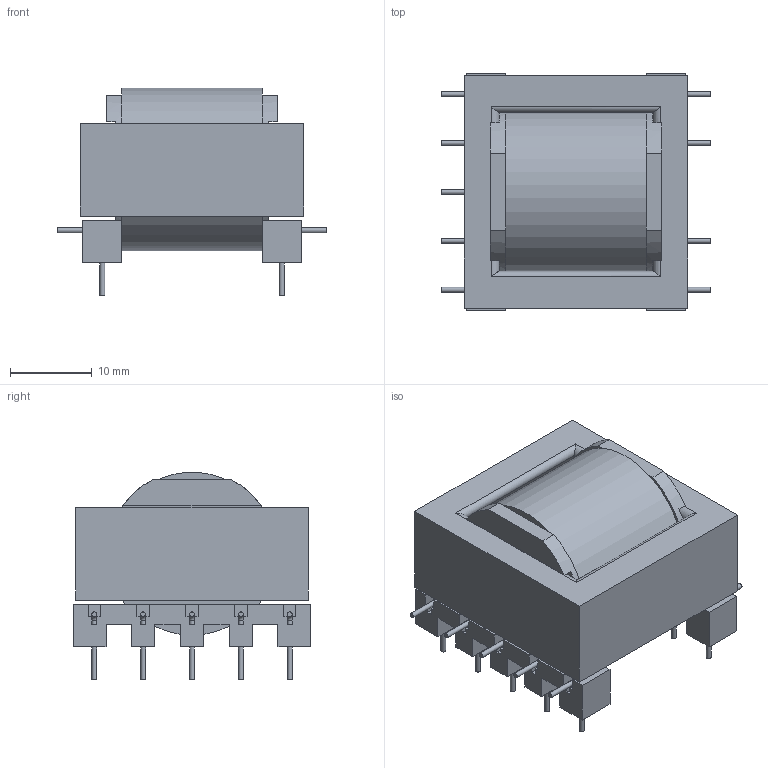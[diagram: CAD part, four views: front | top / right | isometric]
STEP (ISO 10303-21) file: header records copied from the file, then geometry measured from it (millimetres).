
FILE_DESCRIPTION(/* description */ ('Unknown'),/* implementation_level */ '2;1');
FILE_NAME(/* name */ 'T_Wurth_WE-PFC-EER28',/* time_stamp */ '2025-10-23T16:46:34+08:00',/* author */ ('Unknown'),/* organization */ ('Unknown'),/* preprocessor_version */ 'ST-DEVELOPER v19.4',/* originating_system */ 'Solid Edge',/* authorisation */ 'Unknown');
FILE_SCHEMA (('AUTOMOTIVE_DESIGN {1 0 10303 214 3 1 1}'));
Length unit declared in the file: millimetre
Products named in the file (2): T_Wurth_WE-PFC-EER28
Assembly tree (1 placements, depth 2):
  T_Wurth_WE-PFC-EER28
    T_Wurth_WE-PFC-EER28
Bounding box: 33 x 29 x 25.41 mm (x, y, z)
Volume: 11068.9 mm3; surface area: 6929.6 mm2
Topology: 1 solids, 1 shells, 240 faces, 636 edges, 408 vertices
Faces by surface type: plane 178, cylinder 49, torus 9, bspline 4
Full cylindrical faces by diameter (mm): 0.6 x27, 9.9 x2, 10.3 x1, 19.994 x1
Entity records: 9001 total; most frequent: CARTESIAN_POINT 1622, ORIENTED_EDGE 1152, DIRECTION 1116, EDGE_CURVE 576, LINE 416, VECTOR 416, VERTEX_POINT 388, AXIS2_PLACEMENT_3D 350
